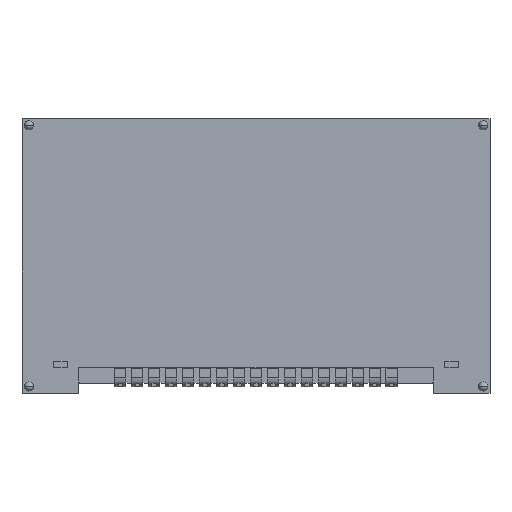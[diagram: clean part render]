
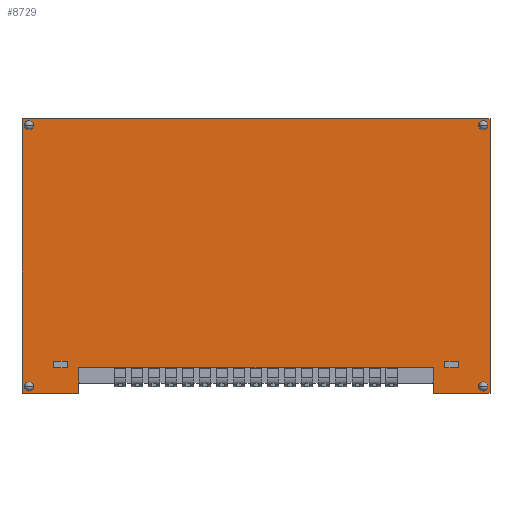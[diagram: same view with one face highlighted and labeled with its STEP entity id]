
A CAD part, top view. The second image highlights one B-rep face of the part: STEP entity #8729.
In plain terms, the highlighted planar face has unit normal (0, 0, 1).
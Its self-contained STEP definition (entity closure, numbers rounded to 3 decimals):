
#36 = CARTESIAN_POINT ( 'NONE',  ( -20.7, 12.15, 2. ) ) ;
#292 = DIRECTION ( 'NONE',  ( -1., 0., 0. ) ) ;
#502 = AXIS2_PLACEMENT_3D ( 'NONE', #15986, #7344, #292 ) ;
#545 = CARTESIAN_POINT ( 'NONE',  ( -20.7, -12.15, 2. ) ) ;
#588 = PLANE ( 'NONE',  #5414 ) ;
#644 = ORIENTED_EDGE ( 'NONE', *, *, #1220, .T. ) ;
#976 = EDGE_CURVE ( 'NONE', #16817, #5697, #7922, .T. ) ;
#1018 = VERTEX_POINT ( 'NONE', #4189 ) ;
#1141 = DIRECTION ( 'NONE',  ( -1., 0., 0. ) ) ;
#1208 = EDGE_CURVE ( 'NONE', #13303, #8706, #11227, .T. ) ;
#1220 = EDGE_CURVE ( 'NONE', #1018, #5452, #7230, .T. ) ;
#1442 = CARTESIAN_POINT ( 'NONE',  ( 19.7, 11.55, 2. ) ) ;
#1559 = LINE ( 'NONE', #8991, #6675 ) ;
#1690 = ORIENTED_EDGE ( 'NONE', *, *, #9002, .T. ) ;
#1715 = ORIENTED_EDGE ( 'NONE', *, *, #13506, .T. ) ;
#1825 = CARTESIAN_POINT ( 'NONE',  ( 20.1, -11.55, 2. ) ) ;
#1909 = VERTEX_POINT ( 'NONE', #17856 ) ;
#2009 = CARTESIAN_POINT ( 'NONE',  ( 0., 0., 2. ) ) ;
#2071 = CARTESIAN_POINT ( 'NONE',  ( -20.7, -12.15, 2. ) ) ;
#2127 = AXIS2_PLACEMENT_3D ( 'NONE', #13646, #15088, #6569 ) ;
#2317 = LINE ( 'NONE', #13929, #12317 ) ;
#2348 = DIRECTION ( 'NONE',  ( -1., 0., 0. ) ) ;
#2776 = FACE_BOUND ( 'NONE', #8469, .T. ) ;
#2811 = CARTESIAN_POINT ( 'NONE',  ( -20.7, 12.15, 2. ) ) ;
#2963 = CARTESIAN_POINT ( 'NONE',  ( -15.7, 0., 2. ) ) ;
#2994 = DIRECTION ( 'NONE',  ( 1., 0., 0. ) ) ;
#3699 = AXIS2_PLACEMENT_3D ( 'NONE', #8374, #8146, #5553 ) ;
#3807 = LINE ( 'NONE', #545, #14913 ) ;
#3917 = ORIENTED_EDGE ( 'NONE', *, *, #1208, .T. ) ;
#4055 = DIRECTION ( 'NONE',  ( 0., 0., 1. ) ) ;
#4158 = ORIENTED_EDGE ( 'NONE', *, *, #16004, .T. ) ;
#4189 = CARTESIAN_POINT ( 'NONE',  ( -15.7, -12.15, 2. ) ) ;
#4449 = EDGE_CURVE ( 'NONE', #13312, #10805, #9561, .T. ) ;
#4583 = VERTEX_POINT ( 'NONE', #2811 ) ;
#4939 = VERTEX_POINT ( 'NONE', #10652 ) ;
#5100 = AXIS2_PLACEMENT_3D ( 'NONE', #6890, #18237, #1141 ) ;
#5371 = EDGE_CURVE ( 'NONE', #1909, #13433, #10477, .T. ) ;
#5412 = CARTESIAN_POINT ( 'NONE',  ( -19.7, 11.55, 2. ) ) ;
#5414 = AXIS2_PLACEMENT_3D ( 'NONE', #2009, #15095, #15207 ) ;
#5452 = VERTEX_POINT ( 'NONE', #14427 ) ;
#5542 = ORIENTED_EDGE ( 'NONE', *, *, #976, .F. ) ;
#5553 = DIRECTION ( 'NONE',  ( -1., 0., 0. ) ) ;
#5697 = VERTEX_POINT ( 'NONE', #13903 ) ;
#5703 = CIRCLE ( 'NONE', #3699, 0.4 ) ;
#6093 = DIRECTION ( 'NONE',  ( 0., -1., 0. ) ) ;
#6383 = ORIENTED_EDGE ( 'NONE', *, *, #4449, .F. ) ;
#6569 = DIRECTION ( 'NONE',  ( -1., 0., 0. ) ) ;
#6574 = EDGE_CURVE ( 'NONE', #5697, #16817, #7945, .T. ) ;
#6675 = VECTOR ( 'NONE', #14750, 1000. ) ;
#6890 = CARTESIAN_POINT ( 'NONE',  ( 20.1, 11.55, 2. ) ) ;
#7204 = DIRECTION ( 'NONE',  ( -1., 0., 0. ) ) ;
#7230 = LINE ( 'NONE', #2963, #16769 ) ;
#7236 = FACE_BOUND ( 'NONE', #11240, .T. ) ;
#7289 = CARTESIAN_POINT ( 'NONE',  ( 15.7, -9.88, 2. ) ) ;
#7298 = CARTESIAN_POINT ( 'NONE',  ( -20.1, -11.55, 2. ) ) ;
#7341 = ORIENTED_EDGE ( 'NONE', *, *, #10884, .F. ) ;
#7344 = DIRECTION ( 'NONE',  ( 0., 0., 1. ) ) ;
#7466 = VECTOR ( 'NONE', #14426, 1000. ) ;
#7606 = ORIENTED_EDGE ( 'NONE', *, *, #10291, .F. ) ;
#7922 = CIRCLE ( 'NONE', #12387, 0.4 ) ;
#7945 = CIRCLE ( 'NONE', #11193, 0.4 ) ;
#7963 = CARTESIAN_POINT ( 'NONE',  ( 20.7, 12.15, 2. ) ) ;
#8146 = DIRECTION ( 'NONE',  ( 0., 0., 1. ) ) ;
#8245 = CARTESIAN_POINT ( 'NONE',  ( 20.1, -11.55, 2. ) ) ;
#8374 = CARTESIAN_POINT ( 'NONE',  ( -20.1, 11.55, 2. ) ) ;
#8398 = EDGE_CURVE ( 'NONE', #8706, #4583, #15724, .T. ) ;
#8469 = EDGE_LOOP ( 'NONE', ( #7341, #6383 ) ) ;
#8547 = CARTESIAN_POINT ( 'NONE',  ( -20.1, -11.55, 2. ) ) ;
#8706 = VERTEX_POINT ( 'NONE', #7963 ) ;
#8729 = ADVANCED_FACE ( 'NONE', ( #2776, #18326, #13238, #7236, #18106 ), #588, .F. ) ;
#8991 = CARTESIAN_POINT ( 'NONE',  ( -20.7, -12.15, 2. ) ) ;
#9002 = EDGE_CURVE ( 'NONE', #5452, #11663, #10763, .T. ) ;
#9070 = AXIS2_PLACEMENT_3D ( 'NONE', #8245, #11019, #2348 ) ;
#9216 = EDGE_LOOP ( 'NONE', ( #7606, #14843 ) ) ;
#9274 = EDGE_LOOP ( 'NONE', ( #644, #1690, #15244, #4158, #3917, #10952, #1715, #11965 ) ) ;
#9561 = CIRCLE ( 'NONE', #2127, 0.4 ) ;
#9775 = DIRECTION ( 'NONE',  ( 0., -1., 0. ) ) ;
#10108 = EDGE_CURVE ( 'NONE', #16152, #1018, #1559, .T. ) ;
#10218 = CARTESIAN_POINT ( 'NONE',  ( 15.7, -12.15, 2. ) ) ;
#10291 = EDGE_CURVE ( 'NONE', #11978, #4939, #18174, .T. ) ;
#10477 = CIRCLE ( 'NONE', #13686, 0.4 ) ;
#10652 = CARTESIAN_POINT ( 'NONE',  ( 20.5, 11.55, 2. ) ) ;
#10738 = CARTESIAN_POINT ( 'NONE',  ( -20.5, 11.55, 2. ) ) ;
#10763 = LINE ( 'NONE', #12586, #14093 ) ;
#10805 = VERTEX_POINT ( 'NONE', #10738 ) ;
#10853 = ORIENTED_EDGE ( 'NONE', *, *, #6574, .F. ) ;
#10884 = EDGE_CURVE ( 'NONE', #10805, #13312, #5703, .T. ) ;
#10952 = ORIENTED_EDGE ( 'NONE', *, *, #8398, .T. ) ;
#11019 = DIRECTION ( 'NONE',  ( 0., 0., 1. ) ) ;
#11109 = CIRCLE ( 'NONE', #502, 0.4 ) ;
#11193 = AXIS2_PLACEMENT_3D ( 'NONE', #7298, #13071, #17230 ) ;
#11227 = LINE ( 'NONE', #14180, #7466 ) ;
#11240 = EDGE_LOOP ( 'NONE', ( #5542, #10853 ) ) ;
#11487 = EDGE_CURVE ( 'NONE', #11663, #17023, #2317, .T. ) ;
#11580 = CARTESIAN_POINT ( 'NONE',  ( 19.7, -11.55, 2. ) ) ;
#11663 = VERTEX_POINT ( 'NONE', #7289 ) ;
#11755 = DIRECTION ( 'NONE',  ( -1., 0., 0. ) ) ;
#11965 = ORIENTED_EDGE ( 'NONE', *, *, #10108, .T. ) ;
#11978 = VERTEX_POINT ( 'NONE', #1442 ) ;
#12056 = DIRECTION ( 'NONE',  ( 1., 0., 0. ) ) ;
#12311 = ORIENTED_EDGE ( 'NONE', *, *, #17613, .F. ) ;
#12317 = VECTOR ( 'NONE', #9775, 1000. ) ;
#12387 = AXIS2_PLACEMENT_3D ( 'NONE', #8547, #4055, #16861 ) ;
#12577 = LINE ( 'NONE', #2071, #15921 ) ;
#12586 = CARTESIAN_POINT ( 'NONE',  ( 0., -9.88, 2. ) ) ;
#12923 = DIRECTION ( 'NONE',  ( 0., 1., 0. ) ) ;
#13071 = DIRECTION ( 'NONE',  ( 0., 0., 1. ) ) ;
#13238 = FACE_BOUND ( 'NONE', #18162, .T. ) ;
#13303 = VERTEX_POINT ( 'NONE', #15004 ) ;
#13312 = VERTEX_POINT ( 'NONE', #5412 ) ;
#13433 = VERTEX_POINT ( 'NONE', #11580 ) ;
#13506 = EDGE_CURVE ( 'NONE', #4583, #16152, #3807, .T. ) ;
#13646 = CARTESIAN_POINT ( 'NONE',  ( -20.1, 11.55, 2. ) ) ;
#13686 = AXIS2_PLACEMENT_3D ( 'NONE', #1825, #17278, #11755 ) ;
#13823 = CIRCLE ( 'NONE', #9070, 0.4 ) ;
#13903 = CARTESIAN_POINT ( 'NONE',  ( -19.7, -11.55, 2. ) ) ;
#13929 = CARTESIAN_POINT ( 'NONE',  ( 15.7, 0., 2. ) ) ;
#14093 = VECTOR ( 'NONE', #2994, 1000. ) ;
#14180 = CARTESIAN_POINT ( 'NONE',  ( 20.7, -12.15, 2. ) ) ;
#14426 = DIRECTION ( 'NONE',  ( 0., 1., 0. ) ) ;
#14427 = CARTESIAN_POINT ( 'NONE',  ( -15.7, -9.88, 2. ) ) ;
#14750 = DIRECTION ( 'NONE',  ( 1., 0., 0. ) ) ;
#14843 = ORIENTED_EDGE ( 'NONE', *, *, #18009, .F. ) ;
#14913 = VECTOR ( 'NONE', #6093, 1000. ) ;
#15004 = CARTESIAN_POINT ( 'NONE',  ( 20.7, -12.15, 2. ) ) ;
#15047 = VECTOR ( 'NONE', #7204, 1000. ) ;
#15088 = DIRECTION ( 'NONE',  ( 0., 0., 1. ) ) ;
#15095 = DIRECTION ( 'NONE',  ( 0., 0., -1. ) ) ;
#15207 = DIRECTION ( 'NONE',  ( -1., 0., 0. ) ) ;
#15244 = ORIENTED_EDGE ( 'NONE', *, *, #11487, .T. ) ;
#15516 = ORIENTED_EDGE ( 'NONE', *, *, #5371, .F. ) ;
#15724 = LINE ( 'NONE', #36, #15047 ) ;
#15921 = VECTOR ( 'NONE', #12056, 1000. ) ;
#15986 = CARTESIAN_POINT ( 'NONE',  ( 20.1, 11.55, 2. ) ) ;
#16004 = EDGE_CURVE ( 'NONE', #17023, #13303, #12577, .T. ) ;
#16152 = VERTEX_POINT ( 'NONE', #17818 ) ;
#16769 = VECTOR ( 'NONE', #12923, 1000. ) ;
#16817 = VERTEX_POINT ( 'NONE', #17917 ) ;
#16861 = DIRECTION ( 'NONE',  ( -1., 0., 0. ) ) ;
#17023 = VERTEX_POINT ( 'NONE', #10218 ) ;
#17230 = DIRECTION ( 'NONE',  ( -1., 0., 0. ) ) ;
#17278 = DIRECTION ( 'NONE',  ( 0., 0., 1. ) ) ;
#17613 = EDGE_CURVE ( 'NONE', #13433, #1909, #13823, .T. ) ;
#17818 = CARTESIAN_POINT ( 'NONE',  ( -20.7, -12.15, 2. ) ) ;
#17856 = CARTESIAN_POINT ( 'NONE',  ( 20.5, -11.55, 2. ) ) ;
#17917 = CARTESIAN_POINT ( 'NONE',  ( -20.5, -11.55, 2. ) ) ;
#18009 = EDGE_CURVE ( 'NONE', #4939, #11978, #11109, .T. ) ;
#18106 = FACE_OUTER_BOUND ( 'NONE', #9274, .T. ) ;
#18162 = EDGE_LOOP ( 'NONE', ( #12311, #15516 ) ) ;
#18174 = CIRCLE ( 'NONE', #5100, 0.4 ) ;
#18237 = DIRECTION ( 'NONE',  ( 0., 0., 1. ) ) ;
#18326 = FACE_BOUND ( 'NONE', #9216, .T. ) ;
